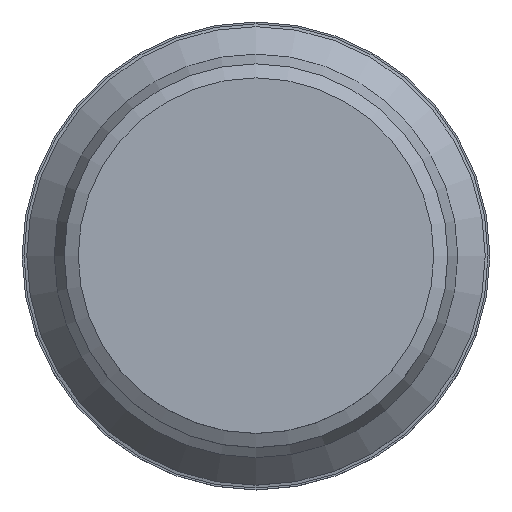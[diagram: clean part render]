
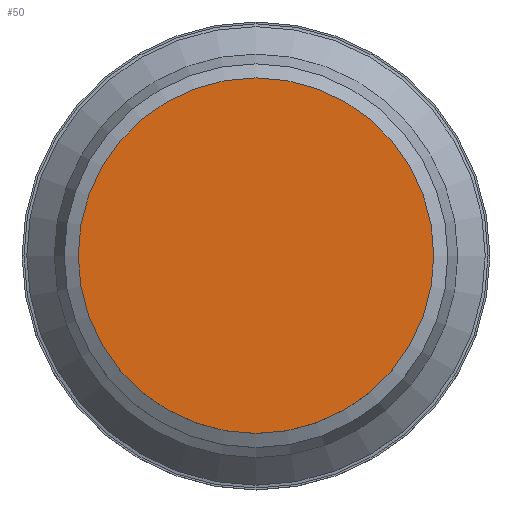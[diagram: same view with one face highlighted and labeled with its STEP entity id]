
A CAD part, top view. The second image highlights one B-rep face of the part: STEP entity #50.
In plain terms, the highlighted planar face has unit normal (0, 0, 1).
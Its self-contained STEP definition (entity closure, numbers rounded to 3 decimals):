
#50=ADVANCED_FACE('240[2]',(#123),#124,.T.);
#66=EDGE_CURVE('240[2]',#147,#147,#148,.T.);
#123=FACE_OUTER_BOUND('',#217,.T.);
#124=PLANE('',#218);
#147=VERTEX_POINT('',#246);
#148=CIRCLE('',#247,38.);
#217=EDGE_LOOP('',(#323));
#218=AXIS2_PLACEMENT_3D('',#324,#325,#326);
#246=CARTESIAN_POINT('',(0.,38.,0.));
#247=AXIS2_PLACEMENT_3D('',#349,#350,#351);
#323=ORIENTED_EDGE('',*,*,#66,.F.);
#324=CARTESIAN_POINT('',(0.,19.,0.));
#325=DIRECTION('',(0.,0.,1.0));
#326=DIRECTION('',(1.0,0.,0.));
#349=CARTESIAN_POINT('',(0.,0.,0.));
#350=DIRECTION('',(0.,0.,-1.0));
#351=DIRECTION('',(0.,1.0,0.));
